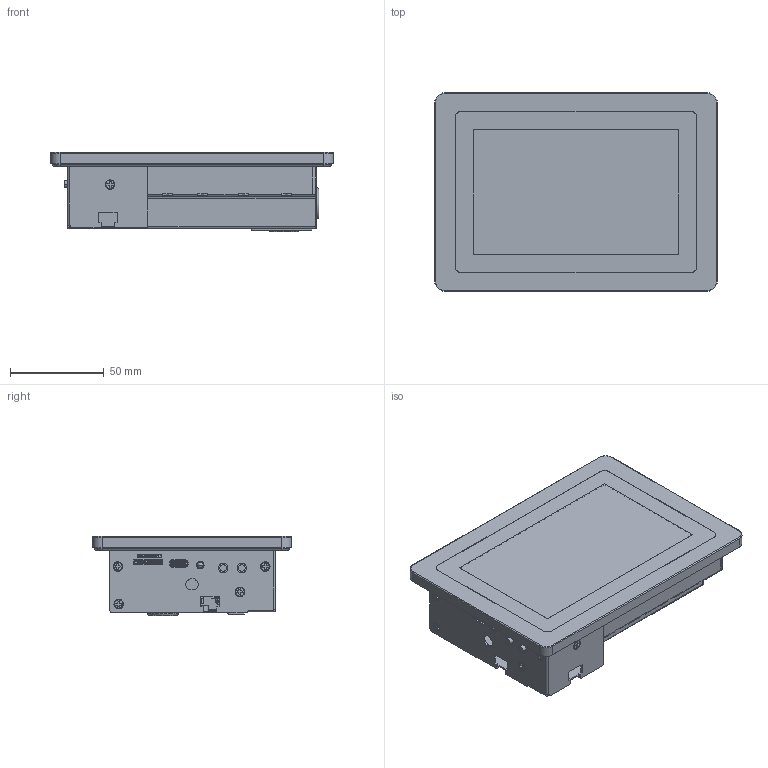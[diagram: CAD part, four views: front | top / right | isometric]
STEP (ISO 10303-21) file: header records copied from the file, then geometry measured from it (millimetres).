
FILE_DESCRIPTION((''),'2;1');
FILE_NAME('TEP0500-IMX7_180108_ASM','2018-01-09T',('turay-surface'),(''),'CREO PARAMETRIC BY PTC INC, 2014350','CREO PARAMETRIC BY PTC INC, 2014350','');
FILE_SCHEMA(('CONFIG_CONTROL_DESIGN'));
Products named in the file (66): SP05_1_1_1; SP05_1_2_1; SP05_1_ASM_1_ASM; TOUCAN_LCD_A05_ASM_7_ASM_1_ASM; FRONT_BRACKET_A05_7_1; BACK_BRACKET_A05-2_90_1; IO_BRACKET_A05-2_88_1; SCREW_M4X6_6_1; BACK_BRACKET_TEP0500_IMX7_ASM_7_ASM; HOLDER_PLATE_TEP0500_IMX7_47_1; LCD_BRACKET_TEP0500_IMX7_60_1_1; LCD_BRACKET_TEP0500_IMX7_60_2_1; LCD_BRACKET_TEP0500_IMX7_60_3_1; LCD_BRACKET_TEP0500_IMX7_60_4_1; LCD_BRACKET_TEP0500_IMX7_60_5_1; LCD_BRACKET_TEP0500_IMX7_60_6_1; LCD_BRACKET_TEP0500_IMX7_60_7_1; LCD_BRACKET_TEP0500_IMX7_60_ASM_ASM; 2X1_1_1_2_1_1; LAN_RJ13Y188AHY_1_1; PCB_POWER_S_ASM_2_ASM_20_ASM_1_ASM; SWITCH_74X62_2_1_2_1_1; CSP-3518-XXXX_2X4PIN_1_1; CSP-3518-XXXX_2X6PIN_1_1; CSP-3518-XXXX_2X5PIN_2_1; LED_90_1_1; UT11113-11604-7H-327-0708-X2__1; UT11113-11604-7H-327-0708-X2__2; UT11113-11604-7H-327-0708-X2_2__ASM; LAN_9_1; MSBR-20_2_1; _MW0191AAAA07A_2_1_1; _MW0191AAAA07A_2_2_1; _MW0191AAAA07A_2_3_1; _MW0191AAAA07A_2_4_1; _MW0191AAAA07A_2_5_1; _MW0191AAAA07A_2_6_1; _MW0191AAAA07A_2_7_1; _MW0191AAAA07A_2_8_1; _MW0191AAAA07A_2_ASM_1_ASM ...
Assembly tree (88 placements, depth 6):
  TEP0500-IMX7_180108_ASM
    TEP0500-IMX7_ASM_ASM_118_ASM_1_ASM
      TOUCAN_LCD_A05_ASM_7_ASM_1_ASM
        SP05_1_ASM_1_ASM
          SP05_1_1_1
          SP05_1_2_1
      FRONT_BRACKET_A05_7_1
      BACK_BRACKET_TEP0500_IMX7_ASM_7_ASM
        BACK_BRACKET_A05-2_90_1
        IO_BRACKET_A05-2_88_1
        SCREW_M4X6_6_1
      HOLDER_PLATE_TEP0500_IMX7_47_1
      LCD_BRACKET_TEP0500_IMX7_60_ASM_ASM
        LCD_BRACKET_TEP0500_IMX7_60_1_1
        LCD_BRACKET_TEP0500_IMX7_60_2_1
        LCD_BRACKET_TEP0500_IMX7_60_3_1
        LCD_BRACKET_TEP0500_IMX7_60_4_1
        LCD_BRACKET_TEP0500_IMX7_60_5_1
        LCD_BRACKET_TEP0500_IMX7_60_6_1
        LCD_BRACKET_TEP0500_IMX7_60_7_1
      ASM_MAIN_BD_TN133_ASM_45_ASM_1_ASM
        PCB_POWER_S_ASM_2_ASM_20_ASM_1_ASM
          2X1_1_1_2_1_1
          LAN_RJ13Y188AHY_1_1
        SWITCH_74X62_2_1_2_1_1  x2
        CSP-3518-XXXX_2X4PIN_1_1  x2
        CSP-3518-XXXX_2X6PIN_1_1
        CSP-3518-XXXX_2X5PIN_2_1
        LED_90_1_1
        UT11113-11604-7H-327-0708-X2_2__ASM
          UT11113-11604-7H-327-0708-X2__1
          UT11113-11604-7H-327-0708-X2__2
        LAN_9_1
        MW0191AAAA07A_ASM_6_ASM_1_ASM
          MSBR-20_2_1
          _MW0191AAAA07A_2_ASM_1_ASM
            _MW0191AAAA07A_2_1_1
            _MW0191AAAA07A_2_2_1
            _MW0191AAAA07A_2_3_1
            _MW0191AAAA07A_2_4_1
            _MW0191AAAA07A_2_5_1
            _MW0191AAAA07A_2_6_1
            _MW0191AAAA07A_2_7_1
            _MW0191AAAA07A_2_8_1
        MWCSD03S012R_ASM_1_ASM_1_ASM
          MSBR-14_1_1
          MSBR-13_1_1
          MSBR-12_1_1
          MSBR-11_1_1
          MSBR-10_1_1
          MSBR-9_1_1
          MSBR-8_1_1
          MSBR-7_1_1
          MSBR-6_1_1
          MSBR-5_1_1
          MSBR-4_1_1
          MSBR-3_1_1
          MSBR-2_1_1
          MSBR-1_1_1
      FRONT_ORING_A05_6_1
Bounding box: 150.3 x 105.6 x 42.1 mm (x, y, z)
Volume: 124025.1 mm3; surface area: 185728.7 mm2
Topology: 76 solids, 78 shells, 7085 faces, 21690 edges, 15731 vertices
Faces by surface type: plane 5412, cylinder 1362, cone 154, torus 118, bspline 23, sphere 6, extrusion 6, revolution 4
Entity records: 220482 total; most frequent: CARTESIAN_POINT 45302, DIRECTION 35485, ORIENTED_EDGE 34610, EDGE_CURVE 17305, VECTOR 15515, LINE 15509, VERTEX_POINT 11208, AXIS2_PLACEMENT_3D 9983
